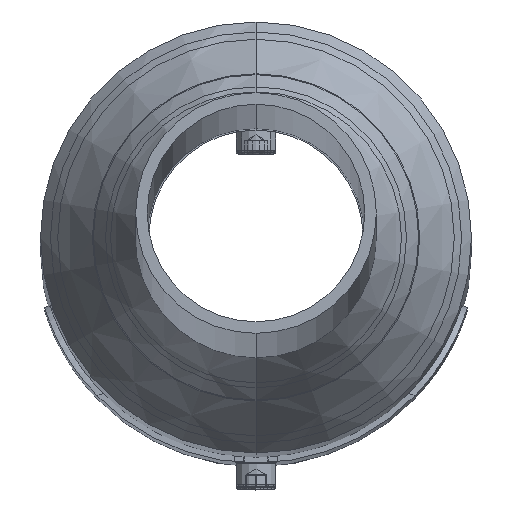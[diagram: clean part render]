
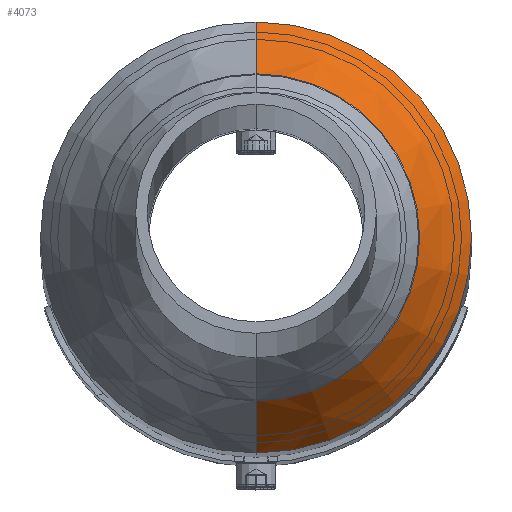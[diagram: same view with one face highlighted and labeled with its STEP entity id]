
A CAD part, top view. The second image highlights one B-rep face of the part: STEP entity #4073.
In plain terms, the highlighted conical face has half-angle 33.5 degrees and reference radius 40.762 mm.
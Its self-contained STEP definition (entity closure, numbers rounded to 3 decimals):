
#165 = CARTESIAN_POINT ( 'NONE',  ( 0., 2010., 40.762 ) ) ;
#198 = DIRECTION ( 'NONE',  ( 0., -1., 0. ) ) ;
#231 = ORIENTED_EDGE ( 'NONE', *, *, #1532, .F. ) ;
#326 = CONICAL_SURFACE ( 'NONE', #2777, 40.762, 0.585 ) ;
#364 = CARTESIAN_POINT ( 'NONE',  ( 0., 1990., 54. ) ) ;
#416 = VERTEX_POINT ( 'NONE', #364 ) ;
#441 = ORIENTED_EDGE ( 'NONE', *, *, #3406, .T. ) ;
#803 = VERTEX_POINT ( 'NONE', #3418 ) ;
#934 = DIRECTION ( 'NONE',  ( 0., -0.834, 0.552 ) ) ;
#1056 = LINE ( 'NONE', #2068, #3701 ) ;
#1125 = DIRECTION ( 'NONE',  ( 0., 1., 0. ) ) ;
#1177 = EDGE_CURVE ( 'NONE', #416, #803, #3197, .T. ) ;
#1248 = AXIS2_PLACEMENT_3D ( 'NONE', #3812, #1125, #3792 ) ;
#1437 = EDGE_LOOP ( 'NONE', ( #2412, #441, #3474, #231 ) ) ;
#1532 = EDGE_CURVE ( 'NONE', #4122, #803, #1056, .T. ) ;
#1615 = CARTESIAN_POINT ( 'NONE',  ( 0., 2010., 0. ) ) ;
#1637 = CARTESIAN_POINT ( 'NONE',  ( 0., 2010., 40.762 ) ) ;
#1982 = VERTEX_POINT ( 'NONE', #165 ) ;
#1996 = CARTESIAN_POINT ( 'NONE',  ( 0., 2010., -40.762 ) ) ;
#2068 = CARTESIAN_POINT ( 'NONE',  ( 0., 2010., -40.762 ) ) ;
#2120 = DIRECTION ( 'NONE',  ( 0., -0.834, -0.552 ) ) ;
#2236 = LINE ( 'NONE', #1637, #3388 ) ;
#2339 = DIRECTION ( 'NONE',  ( 0., 1., 0. ) ) ;
#2412 = ORIENTED_EDGE ( 'NONE', *, *, #2889, .F. ) ;
#2420 = CIRCLE ( 'NONE', #2894, 40.762 ) ;
#2777 = AXIS2_PLACEMENT_3D ( 'NONE', #1615, #198, #2881 ) ;
#2881 = DIRECTION ( 'NONE',  ( 0., 0., -1. ) ) ;
#2889 = EDGE_CURVE ( 'NONE', #1982, #4122, #2420, .T. ) ;
#2894 = AXIS2_PLACEMENT_3D ( 'NONE', #2895, #2339, #3935 ) ;
#2895 = CARTESIAN_POINT ( 'NONE',  ( 0., 2010., 0. ) ) ;
#2901 = FACE_OUTER_BOUND ( 'NONE', #1437, .T. ) ;
#3197 = CIRCLE ( 'NONE', #1248, 54. ) ;
#3388 = VECTOR ( 'NONE', #934, 1000. ) ;
#3406 = EDGE_CURVE ( 'NONE', #1982, #416, #2236, .T. ) ;
#3418 = CARTESIAN_POINT ( 'NONE',  ( 0., 1990., -54. ) ) ;
#3474 = ORIENTED_EDGE ( 'NONE', *, *, #1177, .T. ) ;
#3701 = VECTOR ( 'NONE', #2120, 1000. ) ;
#3792 = DIRECTION ( 'NONE',  ( 0., 0., 1. ) ) ;
#3812 = CARTESIAN_POINT ( 'NONE',  ( 0., 1990., 0. ) ) ;
#3935 = DIRECTION ( 'NONE',  ( 0., 0., 1. ) ) ;
#4073 = ADVANCED_FACE ( 'NONE', ( #2901 ), #326, .T. ) ;
#4122 = VERTEX_POINT ( 'NONE', #1996 ) ;
